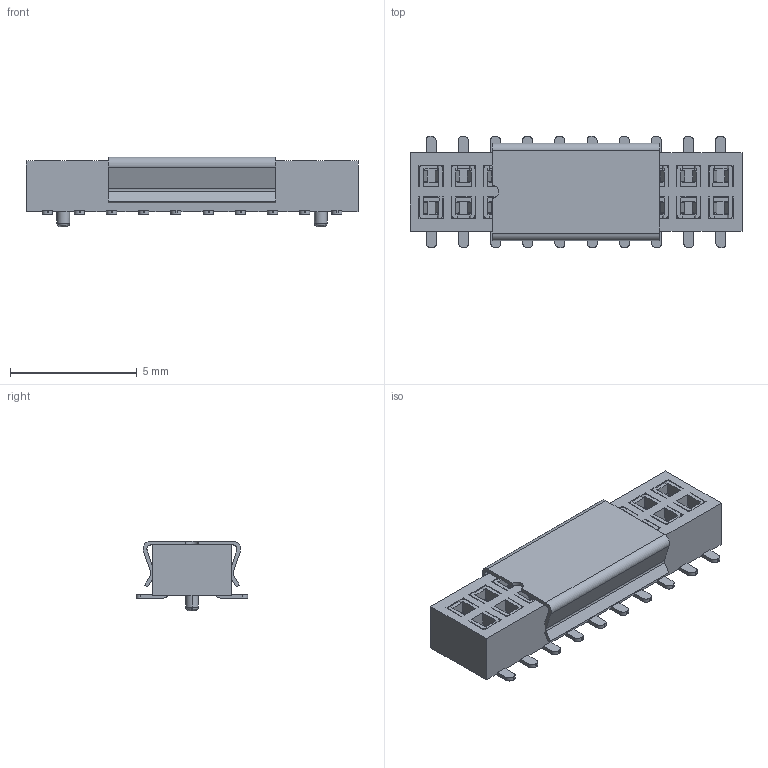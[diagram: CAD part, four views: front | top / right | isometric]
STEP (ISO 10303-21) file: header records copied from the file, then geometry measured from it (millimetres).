
FILE_DESCRIPTION( ('This file contains a STEP AP42 implementation' ,'as created by ZW3D STEP Interface translator.') ,'2;1' );
FILE_NAME( '2320T-2XXMXXXUNX2001.stp' ,'23 9 5. 91911', (''), ('ZWCAD Software Co.'), 'Version 1.0', 'ZW3D to STEP translator', '' );
FILE_SCHEMA(('AUTOMOTIVE_DESIGN { 1 0 10303 214 1 1 1 1 }'));
Length unit declared in the file: millimetre
Products named in the file (1): 0
Bounding box: 13.1 x 4.4 x 2.75 mm (x, y, z)
Volume: 68.3 mm3; surface area: 485.8 mm2
Topology: 2 solids, 2 shells, 1544 faces, 4392 edges, 2794 vertices
Faces by surface type: plane 983, cylinder 461, bspline 100
Entity records: 65631 total; most frequent: CARTESIAN_POINT 32193, ORIENTED_EDGE 8784, EDGE_CURVE 4392, B_SPLINE_CURVE_WITH_KNOTS 3886, DIRECTION 3414, VERTEX_POINT 2794, EDGE_LOOP 1566, FACE_OUTER_BOUND 1544
